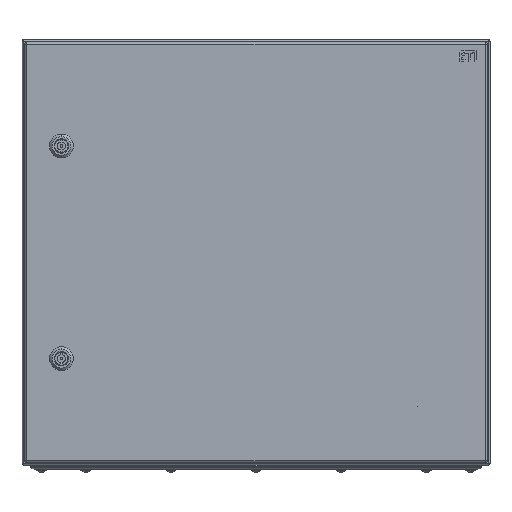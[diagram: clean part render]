
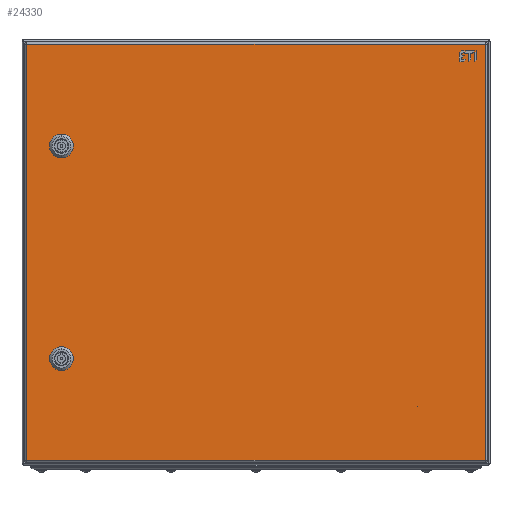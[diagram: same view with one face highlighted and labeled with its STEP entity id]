
A CAD part, front view. The second image highlights one B-rep face of the part: STEP entity #24330.
In plain terms, the highlighted face is planar.
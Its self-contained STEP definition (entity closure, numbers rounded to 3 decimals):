
#23399=DIRECTION('',(0.,1.,0.));
#23400=VECTOR('',#23399,538.4);
#23401=CARTESIAN_POINT('',(-244.5,-269.2,0.));
#23402=LINE('',#23401,#23400);
#23430=DIRECTION('',(-1.,0.,0.));
#23431=VECTOR('',#23430,489.);
#23432=CARTESIAN_POINT('',(244.5,-269.2,0.));
#23433=LINE('',#23432,#23431);
#23444=CARTESIAN_POINT('',(125.,-228.7,0.));
#23445=DIRECTION('',(0.,0.,-1.));
#23446=DIRECTION('',(-0.449,-0.893,0.));
#23447=AXIS2_PLACEMENT_3D('',#23444,#23445,#23446);
#23452=CARTESIAN_POINT('',(125.,-228.7,0.));
#23453=DIRECTION('',(0.,0.,-1.));
#23454=DIRECTION('',(-0.893,0.449,0.));
#23455=AXIS2_PLACEMENT_3D('',#23452,#23453,#23454);
#23460=CARTESIAN_POINT('',(125.,-228.7,0.));
#23461=DIRECTION('',(0.,0.,-1.));
#23462=DIRECTION('',(0.449,0.893,0.));
#23463=AXIS2_PLACEMENT_3D('',#23460,#23461,#23462);
#23468=CARTESIAN_POINT('',(125.,-228.7,0.));
#23469=DIRECTION('',(0.,0.,-1.));
#23470=DIRECTION('',(0.893,-0.449,0.));
#23471=AXIS2_PLACEMENT_3D('',#23468,#23469,#23470);
#23476=CARTESIAN_POINT('',(-125.,-228.7,0.));
#23477=DIRECTION('',(0.,0.,-1.));
#23478=DIRECTION('',(-0.893,0.449,0.));
#23479=AXIS2_PLACEMENT_3D('',#23476,#23477,#23478);
#23484=CARTESIAN_POINT('',(-125.,-228.7,0.));
#23485=DIRECTION('',(0.,0.,-1.));
#23486=DIRECTION('',(0.449,0.893,0.));
#23487=AXIS2_PLACEMENT_3D('',#23484,#23485,#23486);
#23492=CARTESIAN_POINT('',(-125.,-228.7,0.));
#23493=DIRECTION('',(0.,0.,-1.));
#23494=DIRECTION('',(0.893,-0.449,0.));
#23495=AXIS2_PLACEMENT_3D('',#23492,#23493,#23494);
#23500=CARTESIAN_POINT('',(-125.,-228.7,0.));
#23501=DIRECTION('',(0.,0.,-1.));
#23502=DIRECTION('',(-0.449,-0.893,0.));
#23503=AXIS2_PLACEMENT_3D('',#23500,#23501,#23502);
#23508=DIRECTION('',(0.,-1.,0.));
#23509=VECTOR('',#23508,538.4);
#23510=CARTESIAN_POINT('',(244.5,269.2,0.));
#23511=LINE('',#23510,#23509);
#23577=DIRECTION('',(1.,0.,0.));
#23578=VECTOR('',#23577,489.);
#23579=CARTESIAN_POINT('',(-244.5,269.2,0.));
#23580=LINE('',#23579,#23578);
#23608=DIRECTION('',(1.,0.,0.));
#23609=VECTOR('',#23608,10.111);
#23610=CARTESIAN_POINT('',(119.944,-238.75,0.));
#23611=LINE('',#23610,#23609);
#23629=DIRECTION('',(0.,-1.,0.));
#23630=VECTOR('',#23629,10.111);
#23631=CARTESIAN_POINT('',(114.95,-223.644,0.));
#23632=LINE('',#23631,#23630);
#23650=DIRECTION('',(-1.,0.,0.));
#23651=VECTOR('',#23650,10.111);
#23652=CARTESIAN_POINT('',(130.056,-218.65,0.));
#23653=LINE('',#23652,#23651);
#23671=DIRECTION('',(0.,1.,0.));
#23672=VECTOR('',#23671,10.111);
#23673=CARTESIAN_POINT('',(135.05,-233.756,0.));
#23674=LINE('',#23673,#23672);
#23706=DIRECTION('',(-1.,0.,0.));
#23707=VECTOR('',#23706,10.111);
#23708=CARTESIAN_POINT('',(-119.944,-218.65,0.));
#23709=LINE('',#23708,#23707);
#23727=DIRECTION('',(0.,1.,0.));
#23728=VECTOR('',#23727,10.111);
#23729=CARTESIAN_POINT('',(-114.95,-233.756,0.));
#23730=LINE('',#23729,#23728);
#23748=DIRECTION('',(1.,0.,0.));
#23749=VECTOR('',#23748,10.111);
#23750=CARTESIAN_POINT('',(-130.056,-238.75,0.));
#23751=LINE('',#23750,#23749);
#23769=DIRECTION('',(0.,-1.,0.));
#23770=VECTOR('',#23769,10.111);
#23771=CARTESIAN_POINT('',(-135.05,-223.644,0.));
#23772=LINE('',#23771,#23770);
#23816=CARTESIAN_POINT('',(130.056,-238.75,0.));
#23817=VERTEX_POINT('',#23816);
#23818=CARTESIAN_POINT('',(135.05,-233.756,0.));
#23819=VERTEX_POINT('',#23818);
#23820=CARTESIAN_POINT('',(119.944,-238.75,0.));
#23821=VERTEX_POINT('',#23820);
#23822=CARTESIAN_POINT('',(114.95,-233.756,0.));
#23823=VERTEX_POINT('',#23822);
#23824=CARTESIAN_POINT('',(114.95,-223.644,0.));
#23825=VERTEX_POINT('',#23824);
#23826=CARTESIAN_POINT('',(119.944,-218.65,0.));
#23827=VERTEX_POINT('',#23826);
#23828=CARTESIAN_POINT('',(130.056,-218.65,0.));
#23829=VERTEX_POINT('',#23828);
#23830=CARTESIAN_POINT('',(135.05,-223.644,0.));
#23831=VERTEX_POINT('',#23830);
#23832=CARTESIAN_POINT('',(244.5,269.2,0.));
#23833=CARTESIAN_POINT('',(244.5,-269.2,0.));
#23834=VERTEX_POINT('',#23832);
#23835=VERTEX_POINT('',#23833);
#23836=CARTESIAN_POINT('',(-244.5,269.2,0.));
#23837=VERTEX_POINT('',#23836);
#23838=CARTESIAN_POINT('',(-244.5,-269.2,0.));
#23839=VERTEX_POINT('',#23838);
#23840=CARTESIAN_POINT('',(-135.05,-223.644,0.));
#23841=CARTESIAN_POINT('',(-130.056,-218.65,0.));
#23842=VERTEX_POINT('',#23840);
#23843=VERTEX_POINT('',#23841);
#23844=CARTESIAN_POINT('',(-119.944,-218.65,0.));
#23845=VERTEX_POINT('',#23844);
#23846=CARTESIAN_POINT('',(-114.95,-223.644,0.));
#23847=VERTEX_POINT('',#23846);
#23848=CARTESIAN_POINT('',(-114.95,-233.756,0.));
#23849=VERTEX_POINT('',#23848);
#23850=CARTESIAN_POINT('',(-119.944,-238.75,0.));
#23851=VERTEX_POINT('',#23850);
#23852=CARTESIAN_POINT('',(-130.056,-238.75,0.));
#23853=VERTEX_POINT('',#23852);
#23854=CARTESIAN_POINT('',(-135.05,-233.756,0.));
#23855=VERTEX_POINT('',#23854);
#24281=CARTESIAN_POINT('',(0.,0.,0.));
#24282=DIRECTION('',(0.,0.,-1.));
#24283=DIRECTION('',(-1.,0.,0.));
#24284=AXIS2_PLACEMENT_3D('',#24281,#24282,#24283);
#24285=PLANE('',#24284);
#24287=ORIENTED_EDGE('',*,*,#24286,.F.);
#24289=ORIENTED_EDGE('',*,*,#24288,.F.);
#24290=ORIENTED_EDGE('',*,*,#24248,.F.);
#24291=ORIENTED_EDGE('',*,*,#24272,.F.);
#24292=EDGE_LOOP('',(#24287,#24289,#24290,#24291));
#24293=FACE_OUTER_BOUND('',#24292,.F.);
#24295=ORIENTED_EDGE('',*,*,#24294,.F.);
#24297=ORIENTED_EDGE('',*,*,#24296,.T.);
#24299=ORIENTED_EDGE('',*,*,#24298,.F.);
#24301=ORIENTED_EDGE('',*,*,#24300,.T.);
#24303=ORIENTED_EDGE('',*,*,#24302,.F.);
#24305=ORIENTED_EDGE('',*,*,#24304,.T.);
#24307=ORIENTED_EDGE('',*,*,#24306,.F.);
#24309=ORIENTED_EDGE('',*,*,#24308,.T.);
#24310=EDGE_LOOP('',(#24295,#24297,#24299,#24301,#24303,#24305,#24307,#24309));
#24311=FACE_BOUND('',#24310,.F.);
#24313=ORIENTED_EDGE('',*,*,#24312,.T.);
#24315=ORIENTED_EDGE('',*,*,#24314,.F.);
#24317=ORIENTED_EDGE('',*,*,#24316,.T.);
#24319=ORIENTED_EDGE('',*,*,#24318,.F.);
#24321=ORIENTED_EDGE('',*,*,#24320,.T.);
#24323=ORIENTED_EDGE('',*,*,#24322,.F.);
#24325=ORIENTED_EDGE('',*,*,#24324,.T.);
#24327=ORIENTED_EDGE('',*,*,#24326,.F.);
#24328=EDGE_LOOP('',(#24313,#24315,#24317,#24319,#24321,#24323,#24325,#24327));
#24329=FACE_BOUND('',#24328,.F.);
#23448=CIRCLE('',#23447,11.25);
#23456=CIRCLE('',#23455,11.25);
#23464=CIRCLE('',#23463,11.25);
#23472=CIRCLE('',#23471,11.25);
#23480=CIRCLE('',#23479,11.25);
#23488=CIRCLE('',#23487,11.25);
#23496=CIRCLE('',#23495,11.25);
#23504=CIRCLE('',#23503,11.25);
#24248=EDGE_CURVE('',#23839,#23837,#23402,.T.);
#24272=EDGE_CURVE('',#23835,#23839,#23433,.T.);
#24286=EDGE_CURVE('',#23834,#23835,#23511,.T.);
#24288=EDGE_CURVE('',#23837,#23834,#23580,.T.);
#24294=EDGE_CURVE('',#23821,#23817,#23611,.T.);
#24296=EDGE_CURVE('',#23821,#23823,#23448,.T.);
#24298=EDGE_CURVE('',#23825,#23823,#23632,.T.);
#24300=EDGE_CURVE('',#23825,#23827,#23456,.T.);
#24302=EDGE_CURVE('',#23829,#23827,#23653,.T.);
#24304=EDGE_CURVE('',#23829,#23831,#23464,.T.);
#24306=EDGE_CURVE('',#23819,#23831,#23674,.T.);
#24308=EDGE_CURVE('',#23819,#23817,#23472,.T.);
#24312=EDGE_CURVE('',#23842,#23843,#23480,.T.);
#24314=EDGE_CURVE('',#23845,#23843,#23709,.T.);
#24316=EDGE_CURVE('',#23845,#23847,#23488,.T.);
#24318=EDGE_CURVE('',#23849,#23847,#23730,.T.);
#24320=EDGE_CURVE('',#23849,#23851,#23496,.T.);
#24322=EDGE_CURVE('',#23853,#23851,#23751,.T.);
#24324=EDGE_CURVE('',#23853,#23855,#23504,.T.);
#24326=EDGE_CURVE('',#23842,#23855,#23772,.T.);
#24330=ADVANCED_FACE('',(#24293,#24311,#24329),#24285,.T.);
